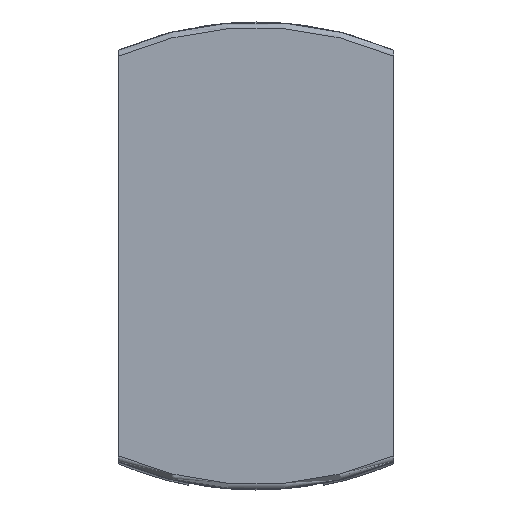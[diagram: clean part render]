
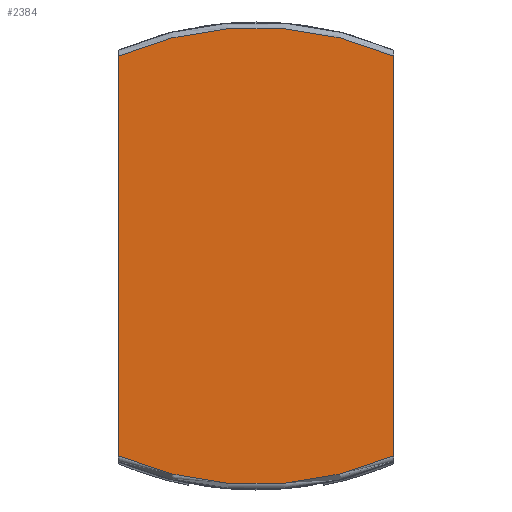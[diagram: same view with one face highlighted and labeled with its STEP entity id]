
A CAD part, top view. The second image highlights one B-rep face of the part: STEP entity #2384.
In plain terms, the highlighted planar face has unit normal (0, 0, 1).
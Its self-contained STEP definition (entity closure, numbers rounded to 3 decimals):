
#268 = CIRCLE ( 'NONE', #2772, 30.8 ) ;
#291 = CARTESIAN_POINT ( 'NONE',  ( 0., 10.47, 32.1 ) ) ;
#323 = LINE ( 'NONE', #1837, #439 ) ;
#330 = FACE_OUTER_BOUND ( 'NONE', #2429, .T. ) ;
#336 = CARTESIAN_POINT ( 'NONE',  ( 12.25, 12.802, 32.1 ) ) ;
#357 = DIRECTION ( 'NONE',  ( 0., -1., 0. ) ) ;
#416 = CARTESIAN_POINT ( 'NONE',  ( -12.25, -17.789, 32.1 ) ) ;
#439 = VECTOR ( 'NONE', #357, 1000. ) ;
#469 = VERTEX_POINT ( 'NONE', #416 ) ;
#509 = DIRECTION ( 'NONE',  ( 0., 0., -1. ) ) ;
#532 = VECTOR ( 'NONE', #1402, 1000. ) ;
#541 = ORIENTED_EDGE ( 'NONE', *, *, #1789, .F. ) ;
#576 = VERTEX_POINT ( 'NONE', #613 ) ;
#613 = CARTESIAN_POINT ( 'NONE',  ( 12.25, -17.789, 32.1 ) ) ;
#643 = ORIENTED_EDGE ( 'NONE', *, *, #1883, .T. ) ;
#707 = EDGE_CURVE ( 'NONE', #2049, #1009, #268, .T. ) ;
#774 = LINE ( 'NONE', #336, #532 ) ;
#901 = CARTESIAN_POINT ( 'NONE',  ( -12.25, 17.789, 32.1 ) ) ;
#963 = DIRECTION ( 'NONE',  ( -1., 0., 0. ) ) ;
#1009 = VERTEX_POINT ( 'NONE', #1852 ) ;
#1080 = DIRECTION ( 'NONE',  ( 0., 0., -1. ) ) ;
#1174 = DIRECTION ( 'NONE',  ( 0., 0., -1. ) ) ;
#1402 = DIRECTION ( 'NONE',  ( 0., 1., 0. ) ) ;
#1493 = CARTESIAN_POINT ( 'NONE',  ( 0., -10.47, 32.1 ) ) ;
#1536 = ORIENTED_EDGE ( 'NONE', *, *, #707, .F. ) ;
#1573 = AXIS2_PLACEMENT_3D ( 'NONE', #1493, #1080, #1961 ) ;
#1773 = ORIENTED_EDGE ( 'NONE', *, *, #2573, .T. ) ;
#1789 = EDGE_CURVE ( 'NONE', #576, #469, #2258, .T. ) ;
#1837 = CARTESIAN_POINT ( 'NONE',  ( -12.25, 12.802, 32.1 ) ) ;
#1852 = CARTESIAN_POINT ( 'NONE',  ( 12.25, 17.789, 32.1 ) ) ;
#1883 = EDGE_CURVE ( 'NONE', #2049, #469, #323, .T. ) ;
#1950 = PLANE ( 'NONE',  #1573 ) ;
#1961 = DIRECTION ( 'NONE',  ( -1., 0., 0. ) ) ;
#2038 = DIRECTION ( 'NONE',  ( -1., 0., 0. ) ) ;
#2049 = VERTEX_POINT ( 'NONE', #901 ) ;
#2258 = CIRCLE ( 'NONE', #2468, 30.8 ) ;
#2289 = CARTESIAN_POINT ( 'NONE',  ( 0., -10.47, 32.1 ) ) ;
#2384 = ADVANCED_FACE ( 'NONE', ( #330 ), #1950, .F. ) ;
#2429 = EDGE_LOOP ( 'NONE', ( #1773, #1536, #643, #541 ) ) ;
#2468 = AXIS2_PLACEMENT_3D ( 'NONE', #291, #509, #2038 ) ;
#2573 = EDGE_CURVE ( 'NONE', #576, #1009, #774, .T. ) ;
#2772 = AXIS2_PLACEMENT_3D ( 'NONE', #2289, #1174, #963 ) ;
